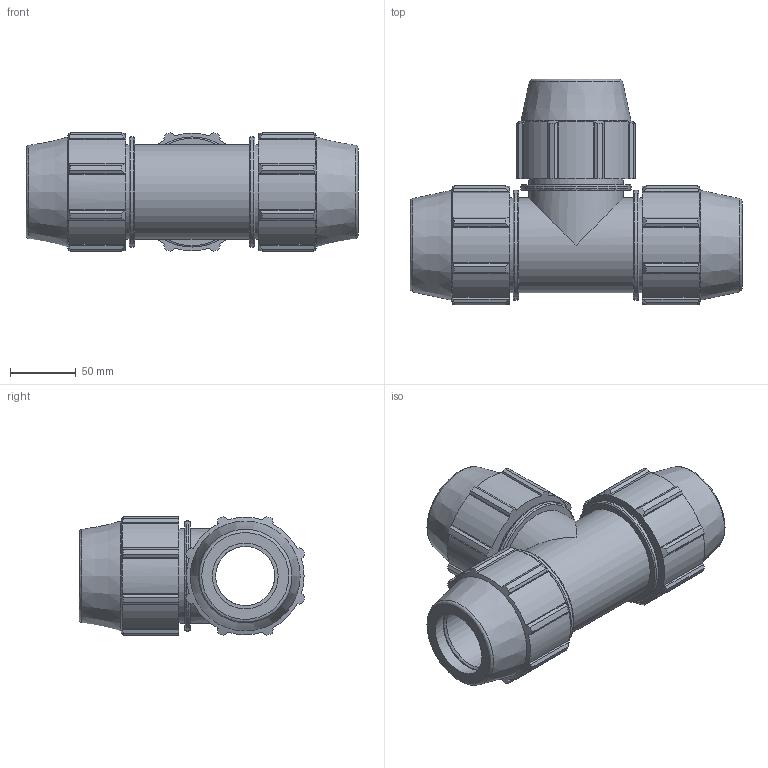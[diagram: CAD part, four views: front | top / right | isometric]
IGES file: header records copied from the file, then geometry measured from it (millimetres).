
Global section: file name: 070400050_180400050_0704060500A.ipt; native system: Autodesk Inventor 2015; preprocessor: unknown; author: KIM; date: 20170606.172112; units: millimetre
Bounding box: 252 x 171.16 x 90.33 mm (x, y, z)
Volume: 1113066.5 mm3; surface area: 167797.5 mm2
Topology: 1 solids, 1 shells, 212 faces, 606 edges, 411 vertices
Faces by surface type: plane 114, cylinder 56, cone 22, revolution 20
Full cylindrical faces by diameter (mm): 72 x5, 83.52 x3
